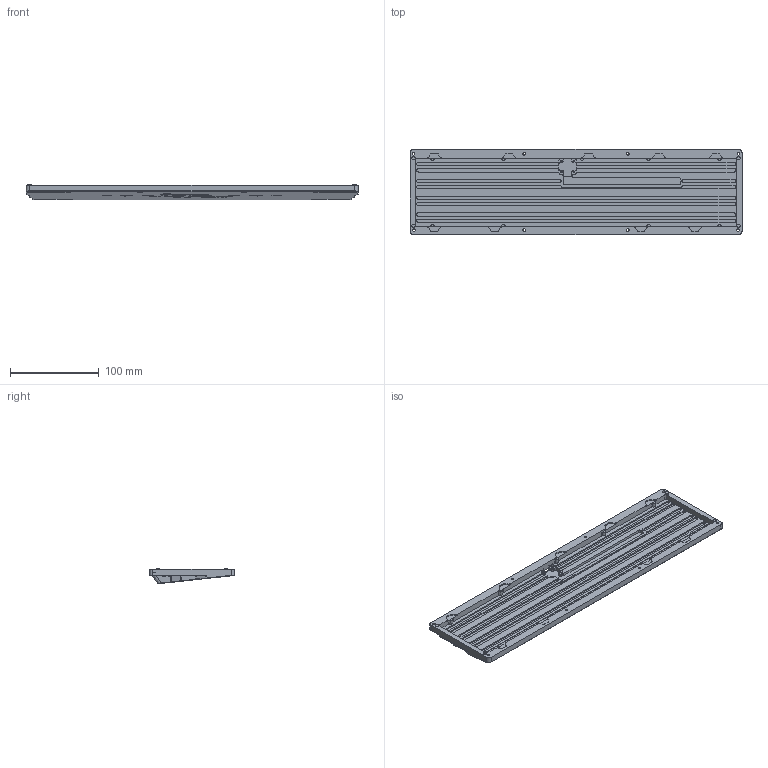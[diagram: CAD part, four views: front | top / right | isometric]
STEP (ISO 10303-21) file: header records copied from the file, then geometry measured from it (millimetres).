
FILE_DESCRIPTION(/* description */ (''),/* implementation_level */ '2;1');
FILE_NAME(/* name */ 'bottom case - logo free.step',/* time_stamp */ '2024-05-19T13:29:08-06:00',/* author */ (''),/* organization */ (''),/* preprocessor_version */ 'ST-DEVELOPER v20',/* originating_system */ 'Autodesk Translation Framework v13.14.0.145',/* authorisation */ '');
FILE_SCHEMA (('AUTOMOTIVE_DESIGN { 1 0 10303 214 3 1 1 }'));
Products named in the file (1): not w1-at
Bounding box: 374.9 x 96.15 x 17.34 mm (x, y, z)
Volume: 212819.4 mm3; surface area: 97322 mm2
Topology: 1 solids, 1 shells, 1035 faces, 2894 edges, 1917 vertices
Faces by surface type: bspline 531, plane 381, cylinder 119, cone 4
Full cylindrical faces by diameter (mm): 1.623 x4, 3 x8, 3.75 x4, 6 x8, 7.137 x1
Entity records: 41692 total; most frequent: CARTESIAN_POINT 19465, ORIENTED_EDGE 5788, DIRECTION 3007, EDGE_CURVE 2894, VERTEX_POINT 1917, LINE 1509, VECTOR 1509, EDGE_LOOP 1109
